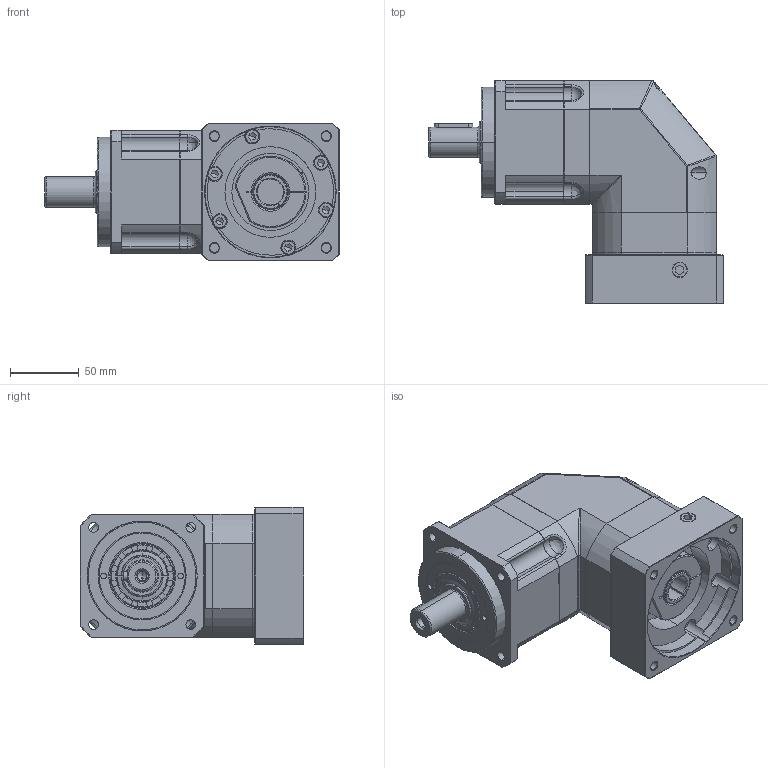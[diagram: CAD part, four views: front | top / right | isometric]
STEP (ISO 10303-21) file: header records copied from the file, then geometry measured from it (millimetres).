
FILE_DESCRIPTION (( 'STEP AP203' ), '1' );
FILE_NAME ('FABR090M1-L1-19-95-115-M8-56.5.STEP', '2021-05-04T07:48:10', ( '微软用户' ), ( '微软中国' ), 'SwSTEP 2.0', 'SolidWorks 2016', '' );
FILE_SCHEMA (( 'CONFIG_CONTROL_DESIGN' ));
Length unit declared in the file: millimetre
Products named in the file (15): 输入调整套22-19; 怀堤俴陎殤FAB090-5D_1_1; FABR090M1-L1-19-95-115-M8-56.5; A倰す瑩 6-28_8_1; 怀堤傷褲极FABR090D_1; 输出内齿圈壳体FAB090D_1; 隅弇覃淕杶FAB090D_1_1; 一级直角箱体FABR090D-加螺栓; 输入轴FAB090M1-22; 输入端壳体FABR090M1; 楊擘耜謂蹟佪M12; 输入法兰FAB090M1-95x37.5xM8(115); 输入轴锁紧环 26-52-14-加螺栓; 蚐猾30476_1_1; M6-14樓粟菜
Assembly tree (19 placements, depth 2):
  FABR090M1-L1-19-95-115-M8-56.5
    怀堤俴陎殤FAB090-5D_1_1
    隅弇覃淕杶FAB090D_1_1
    蚐猾30476_1_1
    A倰す瑩 6-28_8_1
    怀堤傷褲极FABR090D_1
    输出内齿圈壳体FAB090D_1
    一级直角箱体FABR090D-加螺栓
    输入端壳体FABR090M1
    输入法兰FAB090M1-95x37.5xM8(115)
    输入轴FAB090M1-22
    输入轴锁紧环 26-52-14-加螺栓
    M6-14樓粟菜  x6
    楊擘耜謂蹟佪M12
    输入调整套22-19
Bounding box: 214 x 162.5 x 100 mm (x, y, z)
Volume: 988241.3 mm3; surface area: 230475.1 mm2
Topology: 13 solids, 34 shells, 917 faces, 2324 edges, 1488 vertices
Faces by surface type: cylinder 376, plane 326, cone 134, torus 42, bspline 35, sphere 4
Entity records: 28867 total; most frequent: CARTESIAN_POINT 8257, DIRECTION 4069, ORIENTED_EDGE 3865, EDGE_CURVE 1960, AXIS2_PLACEMENT_3D 1632, VERTEX_POINT 1263, EDGE_LOOP 898, CIRCLE 847
